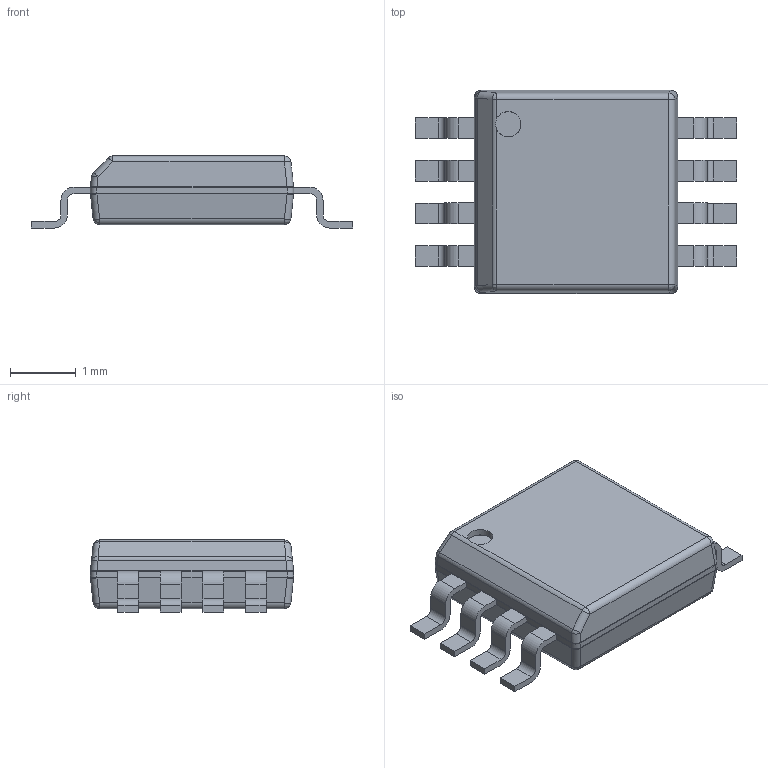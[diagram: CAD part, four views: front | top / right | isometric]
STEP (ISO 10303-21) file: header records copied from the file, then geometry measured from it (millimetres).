
FILE_DESCRIPTION (( 'STEP AP214' ), '1' );
FILE_NAME ('User Library-TSOP65P490X110_HS-9N.STEP', '2020-07-05T14:55:30', ( '' ), ( '' ), 'SwSTEP 2.0', 'SolidWorks 2020', '' );
FILE_SCHEMA (( 'AUTOMOTIVE_DESIGN' ));
Length unit declared in the file: millimetre
Products named in the file (8): TSOP65P490X110_HS-9N.step; Open_CASCADE_STEP_translator_6.8_1.1.step; Open_CASCADE_STEP_translator_6.8_1.2.1.step; Body.step; 6752517664.step; Leader.step; User Library-TSOP65P490X110_HS-9N; Designator1.step
Assembly tree (14 placements, depth 6):
  User Library-TSOP65P490X110_HS-9N
    TSOP65P490X110_HS-9N.step
      Designator1.step
        6752517664.step
          Body.step
            Open_CASCADE_STEP_translator_6.8_1.2.1.step
          Open_CASCADE_STEP_translator_6.8_1.1.step
          Leader.step  x8
Bounding box: 4.9 x 3.1 x 1.1 mm (x, y, z)
Volume: 10 mm3; surface area: 38.9 mm2
Topology: 9 solids, 10 shells, 180 faces, 423 edges, 262 vertices
Faces by surface type: plane 97, cylinder 65, bspline 18
Entity records: 4103 total; most frequent: CARTESIAN_POINT 1313, DIRECTION 349, ORIENTED_EDGE 340, EDGE_CURVE 171, AXIS2_PLACEMENT_3D 128, VERTEX_POINT 94, UNCERTAINTY_MEASURE_WITH_UNIT 94, LINE 93
